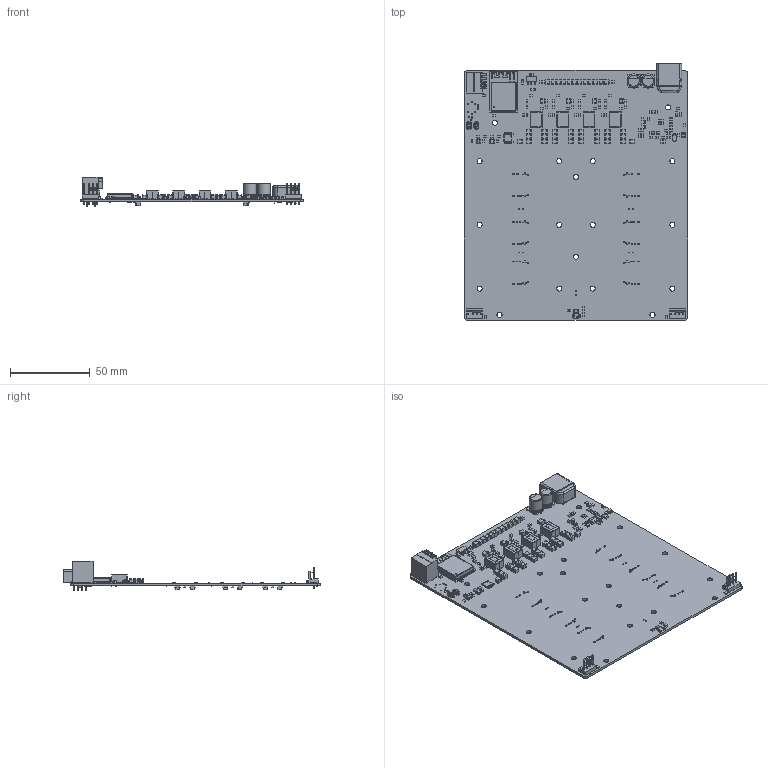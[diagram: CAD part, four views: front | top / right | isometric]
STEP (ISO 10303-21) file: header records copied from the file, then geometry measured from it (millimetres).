
FILE_DESCRIPTION(('KiCad electronic assembly'),'2;1');
FILE_NAME('BitForgeMini.step','2024-10-14T11:39:02',('Pcbnew'),('Kicad') ,'Open CASCADE STEP processor 7.7','KiCad to STEP converter','Unknown' );
FILE_SCHEMA(('AUTOMOTIVE_DESIGN { 1 0 10303 214 1 1 1 1 }'));
Length unit declared in the file: millimetre
Products named in the file (52): BitForgeMini 1; C_1210_3225Metric; C_0201_0603Metric; FP1006V2-R; C_0805_2012Metric; R_0201_0603Metric; R_0805_2012Metric; CS1213AG-tr; 1; 2; 3; 4; 5; XT60PW-M; SOT-223; SOT_223; R_0402_1005Metric; ESP32-S3-WROOM-1-N8R2--3DModel-STEP-56544; ESP32-S3-WROOM-1-N8R2; C_1206_3216Metric; SOT-23-5; SOT_23_5; C_0603_1608Metric; CP_Elec_8x10; FanPinHeader_1x04_P2.54mm_Vertical; Fan_Pin_Header_Straight_1x04; VSSOP-8_2.3x2mm_P0.5mm; VSSOP_8_23x2mm_P05mm; C_0402_1005Metric; SOT-23-6; SOT_23_6; 1-2834015-4; MSOP-10_3x3mm_P0.5mm; MSOP_10_3x3mm_P05mm; D_SOD-128; TSSOP-14_4.4x5mm_P0.65mm; TSSOP_14_44x5mm_P065mm; _autosave-BitForgeMini_PCB
Assembly tree (325 placements, depth 3):
  BitForgeMini 1
    C_1210_3225Metric  x48
      C_1210_3225Metric
    C_0201_0603Metric  x77
      C_0201_0603Metric
    FP1006V2-R  x4
      FP1006V2-R
    C_0805_2012Metric  x66
      C_0805_2012Metric
    R_0201_0603Metric  x42
      R_0201_0603Metric
    R_0805_2012Metric  x31
      R_0805_2012Metric
    CS1213AG-tr  x2
      1
      2
      3
      4
      5
    XT60PW-M
      XT60PW-M
    SOT-223
      SOT_223
    R_0402_1005Metric  x3
      R_0402_1005Metric
    ESP32-S3-WROOM-1-N8R2--3DModel-STEP-56544
      ESP32-S3-WROOM-1-N8R2
    C_1206_3216Metric  x3
      C_1206_3216Metric
    SOT-23-5  x2
      SOT_23_5
    C_0603_1608Metric  x4
      C_0603_1608Metric
    CP_Elec_8x10  x2
      CP_Elec_8x10
    FanPinHeader_1x04_P2.54mm_Vertical  x2
      Fan_Pin_Header_Straight_1x04
    VSSOP-8_2.3x2mm_P0.5mm
      VSSOP_8_23x2mm_P05mm
    C_0402_1005Metric  x2
      C_0402_1005Metric
    SOT-23-6
      SOT_23_6
    1-2834015-4
      1-2834015-4
    MSOP-10_3x3mm_P0.5mm
      MSOP_10_3x3mm_P05mm
    D_SOD-128
      D_SOD-128
    TSSOP-14_4.4x5mm_P0.65mm
      TSSOP_14_44x5mm_P065mm
    _autosave-BitForgeMini_PCB
Bounding box: 140 x 161.2 x 18.47 mm (x, y, z)
Volume: 43050.2 mm3; surface area: 59318.8 mm2
Topology: 387 solids, 387 shells, 11005 faces, 28453 edges, 18598 vertices
Faces by surface type: plane 6896, cylinder 3785, bspline 228, cone 40, sphere 32, torus 22, revolution 2
Full cylindrical faces by diameter (mm): 0.2 x16, 0.25 x1, 0.5 x2, 0.66 x1, 0.7 x4, 1.01 x4, 1.02 x8, 1.1 x2, 1.21 x4, 2.7 x2, 3.2 x18, 8 x4
Entity records: 101925 total; most frequent: CARTESIAN_POINT 17332, ORIENTED_EDGE 14914, DIRECTION 14522, EDGE_CURVE 7457, LINE 5939, VECTOR 5939, VERTEX_POINT 4811, AXIS2_PLACEMENT_3D 4291
